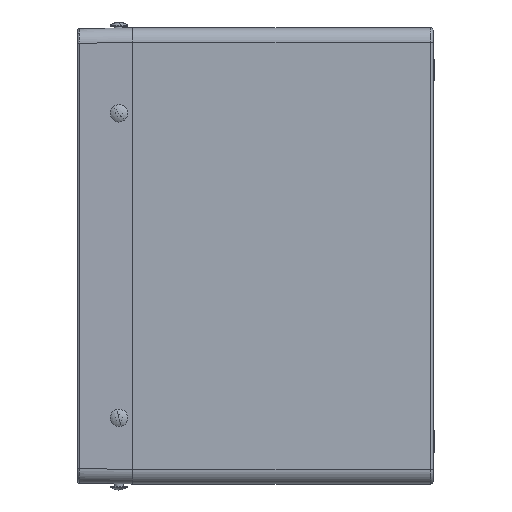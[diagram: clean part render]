
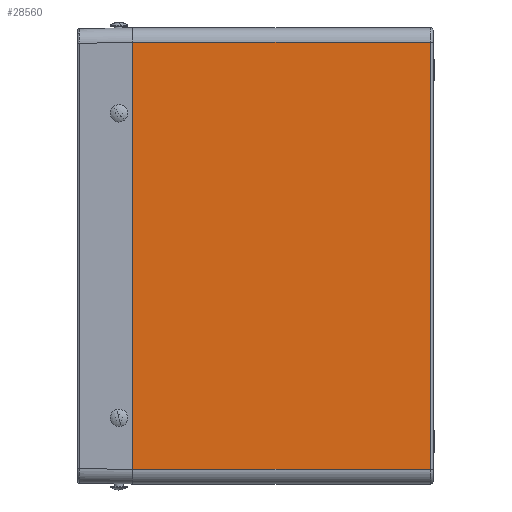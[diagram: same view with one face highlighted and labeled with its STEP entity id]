
A CAD part, left-side view. The second image highlights one B-rep face of the part: STEP entity #28560.
In plain terms, the highlighted planar face has unit normal (-1, 0, 0).
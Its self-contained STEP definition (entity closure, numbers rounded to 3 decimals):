
#1303 = VECTOR ( 'NONE', #16964, 1000. ) ;
#1558 = CARTESIAN_POINT ( 'NONE',  ( -202., -204., 146.5 ) ) ;
#1701 = EDGE_CURVE ( 'NONE', #37334, #27044, #5260, .T. ) ;
#2119 = DIRECTION ( 'NONE',  ( 0., 0., 1. ) ) ;
#2457 = VECTOR ( 'NONE', #2119, 1000. ) ;
#2661 = CARTESIAN_POINT ( 'NONE',  ( -202., 0., 146.5 ) ) ;
#3427 = CARTESIAN_POINT ( 'NONE',  ( -202., -206., -146.5 ) ) ;
#5260 = LINE ( 'NONE', #3427, #20911 ) ;
#6792 = EDGE_CURVE ( 'NONE', #33528, #13719, #17913, .T. ) ;
#9742 = ORIENTED_EDGE ( 'NONE', *, *, #6792, .T. ) ;
#11431 = PLANE ( 'NONE',  #31365 ) ;
#12240 = ORIENTED_EDGE ( 'NONE', *, *, #1701, .T. ) ;
#12654 = DIRECTION ( 'NONE',  ( 0., 0., 1. ) ) ;
#13719 = VERTEX_POINT ( 'NONE', #2661 ) ;
#16905 = ORIENTED_EDGE ( 'NONE', *, *, #24830, .T. ) ;
#16964 = DIRECTION ( 'NONE',  ( 0., 1., 0. ) ) ;
#17691 = DIRECTION ( 'NONE',  ( 0., 0., 1. ) ) ;
#17913 = LINE ( 'NONE', #26280, #1303 ) ;
#18022 = EDGE_LOOP ( 'NONE', ( #12240, #16905, #9742, #24661 ) ) ;
#18565 = DIRECTION ( 'NONE',  ( 0., -1., 0. ) ) ;
#20911 = VECTOR ( 'NONE', #18565, 1000. ) ;
#24113 = VECTOR ( 'NONE', #12654, 1000. ) ;
#24661 = ORIENTED_EDGE ( 'NONE', *, *, #38927, .F. ) ;
#24830 = EDGE_CURVE ( 'NONE', #27044, #33528, #33375, .T. ) ;
#24858 = FACE_OUTER_BOUND ( 'NONE', #18022, .T. ) ;
#25093 = CARTESIAN_POINT ( 'NONE',  ( -202., -204., 146.5 ) ) ;
#26280 = CARTESIAN_POINT ( 'NONE',  ( -202., -206., 146.5 ) ) ;
#26880 = CARTESIAN_POINT ( 'NONE',  ( -202., -206., -156.5 ) ) ;
#27044 = VERTEX_POINT ( 'NONE', #30850 ) ;
#28378 = LINE ( 'NONE', #33510, #2457 ) ;
#28560 = ADVANCED_FACE ( 'NONE', ( #24858 ), #11431, .T. ) ;
#30850 = CARTESIAN_POINT ( 'NONE',  ( -202., -204., -146.5 ) ) ;
#31365 = AXIS2_PLACEMENT_3D ( 'NONE', #26880, #36436, #17691 ) ;
#32343 = CARTESIAN_POINT ( 'NONE',  ( -202., 0., -146.5 ) ) ;
#33375 = LINE ( 'NONE', #25093, #24113 ) ;
#33510 = CARTESIAN_POINT ( 'NONE',  ( -202., 0., -156.5 ) ) ;
#33528 = VERTEX_POINT ( 'NONE', #1558 ) ;
#36436 = DIRECTION ( 'NONE',  ( -1., 0., 0. ) ) ;
#37334 = VERTEX_POINT ( 'NONE', #32343 ) ;
#38927 = EDGE_CURVE ( 'NONE', #37334, #13719, #28378, .T. ) ;
